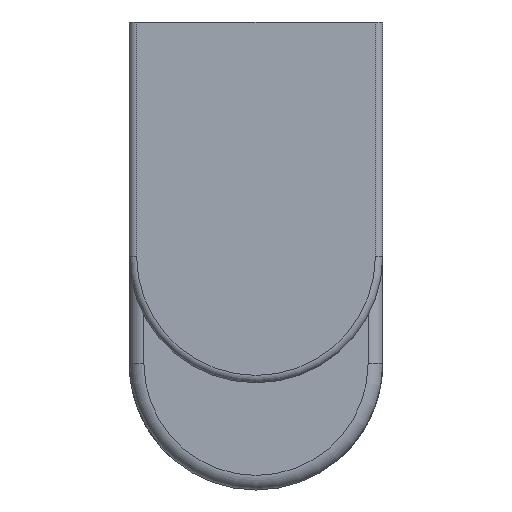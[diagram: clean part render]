
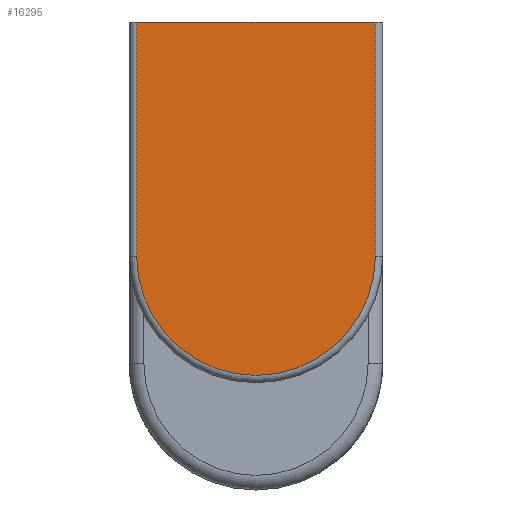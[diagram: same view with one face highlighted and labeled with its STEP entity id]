
A CAD part, left-side view. The second image highlights one B-rep face of the part: STEP entity #16295.
In plain terms, the highlighted planar face has unit normal (-1, 0, 0).
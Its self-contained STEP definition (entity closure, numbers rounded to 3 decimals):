
#12225 = PLANE('',#12226);
#12226 = AXIS2_PLACEMENT_3D('',#12227,#12228,#12229);
#12227 = CARTESIAN_POINT('',(8.,-10.,48.));
#12228 = DIRECTION('',(0.,0.,1.));
#12229 = DIRECTION('',(0.,1.,0.));
#15252 = VERTEX_POINT('',#15253);
#15253 = CARTESIAN_POINT('',(0.,12.25,48.));
#15272 = CYLINDRICAL_SURFACE('',#15273,0.75);
#15273 = AXIS2_PLACEMENT_3D('',#15274,#15275,#15276);
#15274 = CARTESIAN_POINT('',(0.75,12.25,38.75));
#15275 = DIRECTION('',(0.,0.,-1.));
#15276 = DIRECTION('',(-0.707,0.707,0.
    ));
#15284 = EDGE_CURVE('',#15285,#15252,#15287,.T.);
#15285 = VERTEX_POINT('',#15286);
#15286 = CARTESIAN_POINT('',(0.,-12.25,48.));
#15287 = SURFACE_CURVE('',#15288,(#15292,#15299),.PCURVE_S1.);
#15288 = LINE('',#15289,#15290);
#15289 = CARTESIAN_POINT('',(0.,13.,48.));
#15290 = VECTOR('',#15291,1.);
#15291 = DIRECTION('',(0.,1.,0.));
#15292 = PCURVE('',#12225,#15293);
#15293 = DEFINITIONAL_REPRESENTATION('',(#15294),#15298);
#15294 = LINE('',#15295,#15296);
#15295 = CARTESIAN_POINT('',(23.,8.));
#15296 = VECTOR('',#15297,1.);
#15297 = DIRECTION('',(1.,0.));
#15298 = ( GEOMETRIC_REPRESENTATION_CONTEXT(2) 
PARAMETRIC_REPRESENTATION_CONTEXT() REPRESENTATION_CONTEXT('2D SPACE',''
  ) );
#15299 = PCURVE('',#15300,#15305);
#15300 = PLANE('',#15301);
#15301 = AXIS2_PLACEMENT_3D('',#15302,#15303,#15304);
#15302 = CARTESIAN_POINT('',(0.,0.,29.5));
#15303 = DIRECTION('',(-1.,0.,0.));
#15304 = DIRECTION('',(0.,-1.,0.));
#15305 = DEFINITIONAL_REPRESENTATION('',(#15306),#15310);
#15306 = LINE('',#15307,#15308);
#15307 = CARTESIAN_POINT('',(-13.,18.5));
#15308 = VECTOR('',#15309,1.);
#15309 = DIRECTION('',(-1.,0.));
#15310 = ( GEOMETRIC_REPRESENTATION_CONTEXT(2) 
PARAMETRIC_REPRESENTATION_CONTEXT() REPRESENTATION_CONTEXT('2D SPACE',''
  ) );
#15333 = CYLINDRICAL_SURFACE('',#15334,0.75);
#15334 = AXIS2_PLACEMENT_3D('',#15335,#15336,#15337);
#15335 = CARTESIAN_POINT('',(0.75,-12.25,26.75));
#15336 = DIRECTION('',(0.,0.,1.));
#15337 = DIRECTION('',(-0.707,-0.707,
    0.));
#16247 = VERTEX_POINT('',#16248);
#16248 = CARTESIAN_POINT('',(0.,12.25,24.));
#16263 = TOROIDAL_SURFACE('',#16264,12.25,0.75);
#16264 = AXIS2_PLACEMENT_3D('',#16265,#16266,#16267);
#16265 = CARTESIAN_POINT('',(0.75,0.,24.));
#16266 = DIRECTION('',(-1.,0.,0.));
#16267 = DIRECTION('',(0.,0.,-1.));
#16275 = EDGE_CURVE('',#16247,#15252,#16276,.T.);
#16276 = SURFACE_CURVE('',#16277,(#16281,#16288),.PCURVE_S1.);
#16277 = LINE('',#16278,#16279);
#16278 = CARTESIAN_POINT('',(0.,12.25,38.75));
#16279 = VECTOR('',#16280,1.);
#16280 = DIRECTION('',(0.,0.,1.));
#16281 = PCURVE('',#15272,#16282);
#16282 = DEFINITIONAL_REPRESENTATION('',(#16283),#16287);
#16283 = LINE('',#16284,#16285);
#16284 = CARTESIAN_POINT('',(5.498,0.));
#16285 = VECTOR('',#16286,1.);
#16286 = DIRECTION('',(0.,-1.));
#16287 = ( GEOMETRIC_REPRESENTATION_CONTEXT(2) 
PARAMETRIC_REPRESENTATION_CONTEXT() REPRESENTATION_CONTEXT('2D SPACE',''
  ) );
#16288 = PCURVE('',#15300,#16289);
#16289 = DEFINITIONAL_REPRESENTATION('',(#16290),#16294);
#16290 = LINE('',#16291,#16292);
#16291 = CARTESIAN_POINT('',(-12.25,9.25));
#16292 = VECTOR('',#16293,1.);
#16293 = DIRECTION('',(0.,1.));
#16294 = ( GEOMETRIC_REPRESENTATION_CONTEXT(2) 
PARAMETRIC_REPRESENTATION_CONTEXT() REPRESENTATION_CONTEXT('2D SPACE',''
  ) );
#16295 = ADVANCED_FACE('',(#16296),#15300,.T.);
#16296 = FACE_BOUND('',#16297,.T.);
#16297 = EDGE_LOOP('',(#16298,#16321,#16322,#16323));
#16298 = ORIENTED_EDGE('',*,*,#16299,.F.);
#16299 = EDGE_CURVE('',#15285,#16300,#16302,.T.);
#16300 = VERTEX_POINT('',#16301);
#16301 = CARTESIAN_POINT('',(0.,-12.25,24.));
#16302 = SURFACE_CURVE('',#16303,(#16307,#16314),.PCURVE_S1.);
#16303 = LINE('',#16304,#16305);
#16304 = CARTESIAN_POINT('',(0.,-12.25,26.75));
#16305 = VECTOR('',#16306,1.);
#16306 = DIRECTION('',(0.,0.,-1.));
#16307 = PCURVE('',#15300,#16308);
#16308 = DEFINITIONAL_REPRESENTATION('',(#16309),#16313);
#16309 = LINE('',#16310,#16311);
#16310 = CARTESIAN_POINT('',(12.25,-2.75));
#16311 = VECTOR('',#16312,1.);
#16312 = DIRECTION('',(0.,-1.));
#16313 = ( GEOMETRIC_REPRESENTATION_CONTEXT(2) 
PARAMETRIC_REPRESENTATION_CONTEXT() REPRESENTATION_CONTEXT('2D SPACE',''
  ) );
#16314 = PCURVE('',#15333,#16315);
#16315 = DEFINITIONAL_REPRESENTATION('',(#16316),#16320);
#16316 = LINE('',#16317,#16318);
#16317 = CARTESIAN_POINT('',(5.498,0.));
#16318 = VECTOR('',#16319,1.);
#16319 = DIRECTION('',(0.,-1.));
#16320 = ( GEOMETRIC_REPRESENTATION_CONTEXT(2) 
PARAMETRIC_REPRESENTATION_CONTEXT() REPRESENTATION_CONTEXT('2D SPACE',''
  ) );
#16321 = ORIENTED_EDGE('',*,*,#15284,.T.);
#16322 = ORIENTED_EDGE('',*,*,#16275,.F.);
#16323 = ORIENTED_EDGE('',*,*,#16324,.F.);
#16324 = EDGE_CURVE('',#16300,#16247,#16325,.T.);
#16325 = SURFACE_CURVE('',#16326,(#16331,#16342),.PCURVE_S1.);
#16326 = CIRCLE('',#16327,12.25);
#16327 = AXIS2_PLACEMENT_3D('',#16328,#16329,#16330);
#16328 = CARTESIAN_POINT('',(0.,0.,24.));
#16329 = DIRECTION('',(1.,0.,0.));
#16330 = DIRECTION('',(0.,0.,-1.));
#16331 = PCURVE('',#15300,#16332);
#16332 = DEFINITIONAL_REPRESENTATION('',(#16333),#16341);
#16333 = ( BOUNDED_CURVE() B_SPLINE_CURVE(2,(#16334,#16335,#16336,#16337
    ,#16338,#16339,#16340),.UNSPECIFIED.,.T.,.F.) 
B_SPLINE_CURVE_WITH_KNOTS((1,2,2,2,2,1),(-2.094,0.,
    2.094,4.189,6.283,8.378),
.UNSPECIFIED.) CURVE() GEOMETRIC_REPRESENTATION_ITEM() 
RATIONAL_B_SPLINE_CURVE((1.,0.5,1.,0.5,1.,0.5,1.)) REPRESENTATION_ITEM(
  '') );
#16334 = CARTESIAN_POINT('',(0.,-17.75));
#16335 = CARTESIAN_POINT('',(-21.218,-17.75));
#16336 = CARTESIAN_POINT('',(-10.609,0.625));
#16337 = CARTESIAN_POINT('',(0.,19.));
#16338 = CARTESIAN_POINT('',(10.609,0.625));
#16339 = CARTESIAN_POINT('',(21.218,-17.75));
#16340 = CARTESIAN_POINT('',(0.,-17.75));
#16341 = ( GEOMETRIC_REPRESENTATION_CONTEXT(2) 
PARAMETRIC_REPRESENTATION_CONTEXT() REPRESENTATION_CONTEXT('2D SPACE',''
  ) );
#16342 = PCURVE('',#16263,#16343);
#16343 = DEFINITIONAL_REPRESENTATION('',(#16344),#16348);
#16344 = LINE('',#16345,#16346);
#16345 = CARTESIAN_POINT('',(12.566,1.571));
#16346 = VECTOR('',#16347,1.);
#16347 = DIRECTION('',(-1.,0.));
#16348 = ( GEOMETRIC_REPRESENTATION_CONTEXT(2) 
PARAMETRIC_REPRESENTATION_CONTEXT() REPRESENTATION_CONTEXT('2D SPACE',''
  ) );
